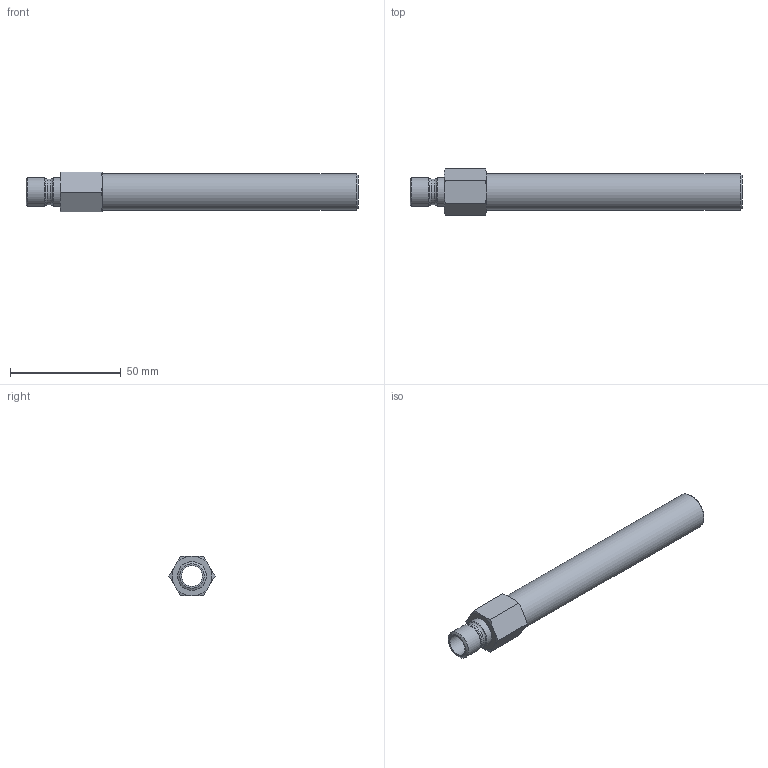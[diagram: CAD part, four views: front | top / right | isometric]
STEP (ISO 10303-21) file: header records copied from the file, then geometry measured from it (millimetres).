
FILE_DESCRIPTION( ( 'STEP AP203' ), ' ' );
FILE_NAME( 'EJP3536.stp', '2016-03-02T10:30:55', ( '' ), ( '' ), ' ', 'PARTsolutions', ' ' );
FILE_SCHEMA( ( 'CONFIG_CONTROL_DESIGN' ) );
Length unit declared in the file: millimetre
Products named in the file (1): _EJP3536
Bounding box: 150 x 20.78 x 18 mm (x, y, z)
Volume: 21820.3 mm3; surface area: 12705.9 mm2
Topology: 1 solids, 1 shells, 33 faces, 67 edges, 38 vertices
Faces by surface type: cone 16, plane 10, cylinder 5, torus 2
Full cylindrical faces by diameter (mm): 9.5 x1, 11.5 x1, 13 x2, 16.662 x1
Entity records: 912 total; most frequent: CARTESIAN_POINT 248, DIRECTION 126, ORIENTED_EDGE 112, AXIS2_PLACEMENT_3D 60, EDGE_CURVE 56, EDGE_LOOP 48, FACE_OUTER_BOUND 40, VERTEX_POINT 38
